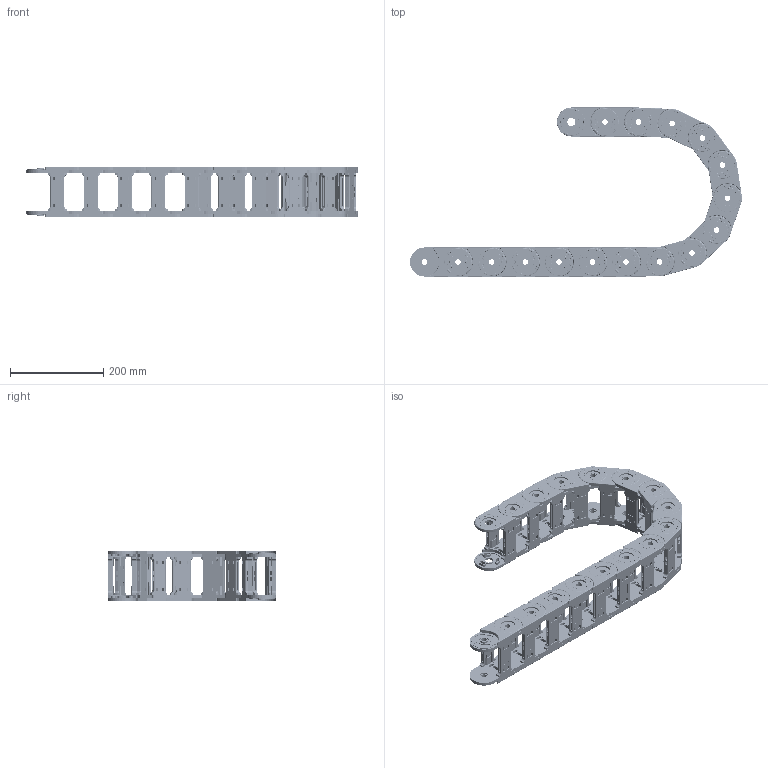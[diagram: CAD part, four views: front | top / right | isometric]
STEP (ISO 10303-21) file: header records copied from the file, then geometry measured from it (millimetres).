
FILE_DESCRIPTION (( 'STEP AP214' ), '1' );
FILE_NAME ('CK40-A080-R150.STEP', '2019-09-06T14:12:42', ( '' ), ( '' ), 'SwSTEP 2.0', 'SolidWorks 2017', '' );
FILE_SCHEMA (( 'AUTOMOTIVE_DESIGN' ));
Length unit declared in the file: millimetre
Products named in the file (2): CK40-A080; CK40-A080-R150
Assembly tree (16 placements, depth 2):
  CK40-A080-R150
    CK40-A080  x16
Bounding box: 711.39 x 362 x 108.9 mm (x, y, z)
Volume: 2251220.9 mm3; surface area: 1260738.5 mm2
Topology: 64 solids, 160 shells, 15808 faces, 40672 edges, 26304 vertices
Faces by surface type: plane 6848, cylinder 5376, bspline 1664, torus 1600, sphere 320
Entity records: 35825 total; most frequent: CARTESIAN_POINT 11497, ORIENTED_EDGE 5064, DIRECTION 5050, EDGE_CURVE 2532, AXIS2_PLACEMENT_3D 1825, VERTEX_POINT 1644, LINE 1400, VECTOR 1400
